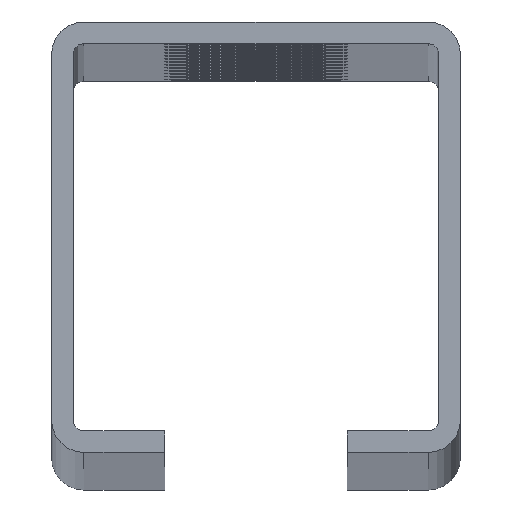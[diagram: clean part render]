
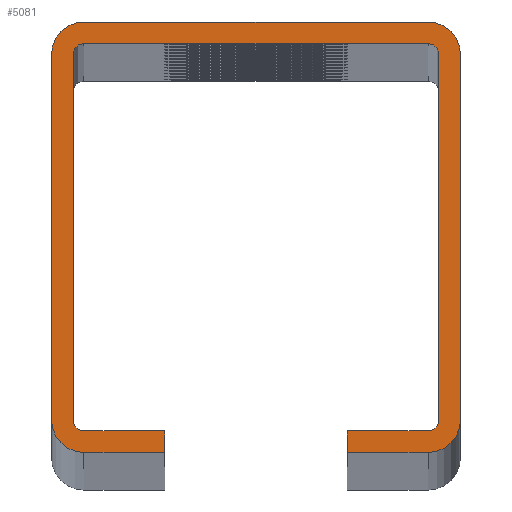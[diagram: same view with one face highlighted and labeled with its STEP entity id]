
A CAD part, top view. The second image highlights one B-rep face of the part: STEP entity #5081.
In plain terms, the highlighted planar face has unit normal (0, 0, 1).
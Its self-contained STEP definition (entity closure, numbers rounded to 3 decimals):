
#3973=CARTESIAN_POINT('',(8.5,-20.0,2000.0));
#3974=VERTEX_POINT('',#3973);
#3975=CARTESIAN_POINT('',(8.5,-18.0,2000.0));
#3976=VERTEX_POINT('',#3975);
#3977=CARTESIAN_POINT('',(8.5,-20.0,2000.0));
#3978=DIRECTION('',(0.0,1.0,0.0));
#3979=VECTOR('',#3978,2.0);
#3980=LINE('',#3977,#3979);
#3981=EDGE_CURVE('',#3974,#3976,#3980,.T.);
#4013=CARTESIAN_POINT('',(16.,-18.0,2000.0));
#4014=VERTEX_POINT('',#4013);
#4015=CARTESIAN_POINT('',(8.5,-18.0,2000.0));
#4016=DIRECTION('',(1.0,0.0,0.0));
#4017=VECTOR('',#4016,7.5);
#4018=LINE('',#4015,#4017);
#4019=EDGE_CURVE('',#3976,#4014,#4018,.T.);
#4044=CARTESIAN_POINT('',(17.,-17.0,2000.0));
#4045=VERTEX_POINT('',#4044);
#4046=CARTESIAN_POINT('',(16.,-17.0,2000.0));
#4047=DIRECTION('',(0.0,0.0,1.0));
#4048=DIRECTION('',(0.0,1.0,0.0));
#4049=AXIS2_PLACEMENT_3D('',#4046,#4047,#4048);
#4050=CIRCLE('',#4049,1.0);
#4051=EDGE_CURVE('',#4014,#4045,#4050,.T.);
#4077=CARTESIAN_POINT('',(17.,17.0,2000.0));
#4078=VERTEX_POINT('',#4077);
#4079=CARTESIAN_POINT('',(17.,-17.0,2000.0));
#4080=DIRECTION('',(0.0,1.0,0.0));
#4081=VECTOR('',#4080,34.0);
#4082=LINE('',#4079,#4081);
#4083=EDGE_CURVE('',#4045,#4078,#4082,.T.);
#4108=CARTESIAN_POINT('',(16.,18.0,2000.0));
#4109=VERTEX_POINT('',#4108);
#4110=CARTESIAN_POINT('',(16.,17.0,2000.0));
#4111=DIRECTION('',(0.0,0.0,1.0));
#4112=DIRECTION('',(-1.0,0.0,0.0));
#4113=AXIS2_PLACEMENT_3D('',#4110,#4111,#4112);
#4114=CIRCLE('',#4113,1.0);
#4115=EDGE_CURVE('',#4078,#4109,#4114,.T.);
#4141=CARTESIAN_POINT('',(-16.,18.0,2000.0));
#4142=VERTEX_POINT('',#4141);
#4143=CARTESIAN_POINT('',(16.,18.0,2000.0));
#4144=DIRECTION('',(-1.0,0.0,0.0));
#4145=VECTOR('',#4144,32.);
#4146=LINE('',#4143,#4145);
#4147=EDGE_CURVE('',#4109,#4142,#4146,.T.);
#4397=CARTESIAN_POINT('',(-17.,17.0,2000.0));
#4398=VERTEX_POINT('',#4397);
#4399=CARTESIAN_POINT('',(-16.,17.0,2000.0));
#4400=DIRECTION('',(0.0,0.0,1.0));
#4401=DIRECTION('',(0.0,-1.0,0.0));
#4402=AXIS2_PLACEMENT_3D('',#4399,#4400,#4401);
#4403=CIRCLE('',#4402,1.0);
#4404=EDGE_CURVE('',#4142,#4398,#4403,.T.);
#4430=CARTESIAN_POINT('',(-17.,-17.0,2000.0));
#4431=VERTEX_POINT('',#4430);
#4432=CARTESIAN_POINT('',(-17.,17.0,2000.0));
#4433=DIRECTION('',(0.0,-1.0,0.0));
#4434=VECTOR('',#4433,34.0);
#4435=LINE('',#4432,#4434);
#4436=EDGE_CURVE('',#4398,#4431,#4435,.T.);
#4461=CARTESIAN_POINT('',(-16.,-18.0,2000.0));
#4462=VERTEX_POINT('',#4461);
#4463=CARTESIAN_POINT('',(-16.,-17.0,2000.0));
#4464=DIRECTION('',(0.0,0.0,1.0));
#4465=DIRECTION('',(1.0,0.0,0.0));
#4466=AXIS2_PLACEMENT_3D('',#4463,#4464,#4465);
#4467=CIRCLE('',#4466,1.0);
#4468=EDGE_CURVE('',#4431,#4462,#4467,.T.);
#4494=CARTESIAN_POINT('',(-8.5,-18.0,2000.0));
#4495=VERTEX_POINT('',#4494);
#4496=CARTESIAN_POINT('',(-16.,-18.0,2000.0));
#4497=DIRECTION('',(1.0,0.0,0.0));
#4498=VECTOR('',#4497,7.5);
#4499=LINE('',#4496,#4498);
#4500=EDGE_CURVE('',#4462,#4495,#4499,.T.);
#4525=CARTESIAN_POINT('',(-8.5,-20.0,2000.0));
#4526=VERTEX_POINT('',#4525);
#4527=CARTESIAN_POINT('',(-8.5,-18.0,2000.0));
#4528=DIRECTION('',(0.0,-1.0,0.0));
#4529=VECTOR('',#4528,2.0);
#4530=LINE('',#4527,#4529);
#4531=EDGE_CURVE('',#4495,#4526,#4530,.T.);
#4556=CARTESIAN_POINT('',(-16.,-20.0,2000.0));
#4557=VERTEX_POINT('',#4556);
#4558=CARTESIAN_POINT('',(-8.5,-20.0,2000.0));
#4559=DIRECTION('',(-1.0,0.0,0.0));
#4560=VECTOR('',#4559,7.5);
#4561=LINE('',#4558,#4560);
#4562=EDGE_CURVE('',#4526,#4557,#4561,.T.);
#4587=CARTESIAN_POINT('',(-19.,-17.,2000.0));
#4588=VERTEX_POINT('',#4587);
#4589=CARTESIAN_POINT('',(-16.,-17.0,2000.0));
#4590=DIRECTION('',(0.0,0.0,-1.0));
#4591=DIRECTION('',(-1.0,0.0,0.0));
#4592=AXIS2_PLACEMENT_3D('',#4589,#4590,#4591);
#4593=CIRCLE('',#4592,3.);
#4594=EDGE_CURVE('',#4557,#4588,#4593,.T.);
#4620=CARTESIAN_POINT('',(-19.,17.,2000.0));
#4621=VERTEX_POINT('',#4620);
#4622=CARTESIAN_POINT('',(-19.,-17.,2000.0));
#4623=DIRECTION('',(0.0,1.0,0.0));
#4624=VECTOR('',#4623,34.0);
#4625=LINE('',#4622,#4624);
#4626=EDGE_CURVE('',#4588,#4621,#4625,.T.);
#4651=CARTESIAN_POINT('',(-16.,20.0,2000.0));
#4652=VERTEX_POINT('',#4651);
#4653=CARTESIAN_POINT('',(-16.,17.0,2000.0));
#4654=DIRECTION('',(0.0,0.0,-1.0));
#4655=DIRECTION('',(0.0,1.0,0.0));
#4656=AXIS2_PLACEMENT_3D('',#4653,#4654,#4655);
#4657=CIRCLE('',#4656,3.);
#4658=EDGE_CURVE('',#4621,#4652,#4657,.T.);
#4684=CARTESIAN_POINT('',(16.,20.0,2000.0));
#4685=VERTEX_POINT('',#4684);
#4686=CARTESIAN_POINT('',(-16.,20.0,2000.0));
#4687=DIRECTION('',(1.0,0.0,0.0));
#4688=VECTOR('',#4687,32.);
#4689=LINE('',#4686,#4688);
#4690=EDGE_CURVE('',#4652,#4685,#4689,.T.);
#4940=CARTESIAN_POINT('',(19.,17.,2000.0));
#4941=VERTEX_POINT('',#4940);
#4942=CARTESIAN_POINT('',(16.,17.0,2000.0));
#4943=DIRECTION('',(0.0,0.0,-1.0));
#4944=DIRECTION('',(1.0,0.0,0.0));
#4945=AXIS2_PLACEMENT_3D('',#4942,#4943,#4944);
#4946=CIRCLE('',#4945,3.);
#4947=EDGE_CURVE('',#4685,#4941,#4946,.T.);
#4973=CARTESIAN_POINT('',(19.,-17.,2000.0));
#4974=VERTEX_POINT('',#4973);
#4975=CARTESIAN_POINT('',(19.,17.,2000.0));
#4976=DIRECTION('',(0.0,-1.0,0.0));
#4977=VECTOR('',#4976,34.0);
#4978=LINE('',#4975,#4977);
#4979=EDGE_CURVE('',#4941,#4974,#4978,.T.);
#5004=CARTESIAN_POINT('',(16.,-20.0,2000.0));
#5005=VERTEX_POINT('',#5004);
#5006=CARTESIAN_POINT('',(16.,-17.0,2000.0));
#5007=DIRECTION('',(0.0,0.0,-1.0));
#5008=DIRECTION('',(0.0,-1.0,0.0));
#5009=AXIS2_PLACEMENT_3D('',#5006,#5007,#5008);
#5010=CIRCLE('',#5009,3.);
#5011=EDGE_CURVE('',#4974,#5005,#5010,.T.);
#5037=CARTESIAN_POINT('',(16.,-20.0,2000.0));
#5038=DIRECTION('',(-1.0,0.0,0.0));
#5039=VECTOR('',#5038,7.5);
#5040=LINE('',#5037,#5039);
#5041=EDGE_CURVE('',#5005,#3974,#5040,.T.);
#5054=CARTESIAN_POINT('',(0.0,0.0,2000.0));
#5055=DIRECTION('',(0.0,0.0,1.0));
#5056=DIRECTION('',(1.0,0.0,0.0));
#5057=AXIS2_PLACEMENT_3D('',#5054,#5055,#5056);
#5058=PLANE('',#5057);
#5059=ORIENTED_EDGE('',*,*,#4531,.F.);
#5060=ORIENTED_EDGE('',*,*,#4500,.F.);
#5061=ORIENTED_EDGE('',*,*,#4468,.F.);
#5062=ORIENTED_EDGE('',*,*,#4436,.F.);
#5063=ORIENTED_EDGE('',*,*,#4404,.F.);
#5064=ORIENTED_EDGE('',*,*,#4147,.F.);
#5065=ORIENTED_EDGE('',*,*,#4115,.F.);
#5066=ORIENTED_EDGE('',*,*,#4083,.F.);
#5067=ORIENTED_EDGE('',*,*,#4051,.F.);
#5068=ORIENTED_EDGE('',*,*,#4019,.F.);
#5069=ORIENTED_EDGE('',*,*,#3981,.F.);
#5070=ORIENTED_EDGE('',*,*,#5041,.F.);
#5071=ORIENTED_EDGE('',*,*,#5011,.F.);
#5072=ORIENTED_EDGE('',*,*,#4979,.F.);
#5073=ORIENTED_EDGE('',*,*,#4947,.F.);
#5074=ORIENTED_EDGE('',*,*,#4690,.F.);
#5075=ORIENTED_EDGE('',*,*,#4658,.F.);
#5076=ORIENTED_EDGE('',*,*,#4626,.F.);
#5077=ORIENTED_EDGE('',*,*,#4594,.F.);
#5078=ORIENTED_EDGE('',*,*,#4562,.F.);
#5079=EDGE_LOOP('',(#5059,#5060,#5061,#5062,#5063,#5064,#5065,#5066,#5067,#5068,#5069,#5070,#5071,#5072,#5073,#5074,#5075,#5076,#5077,#5078));
#5080=FACE_OUTER_BOUND('',#5079,.T.);
#5081=ADVANCED_FACE('',(#5080),#5058,.T.);
